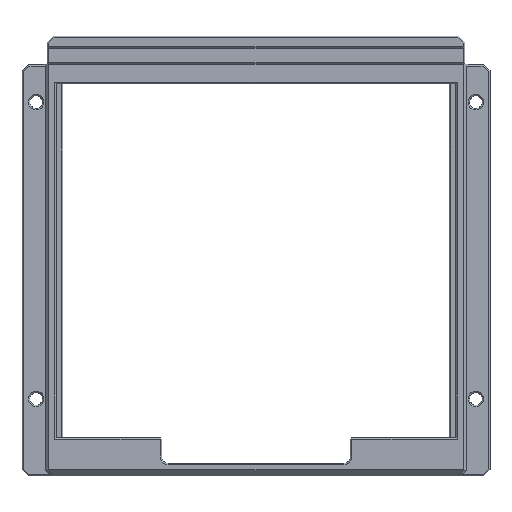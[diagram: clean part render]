
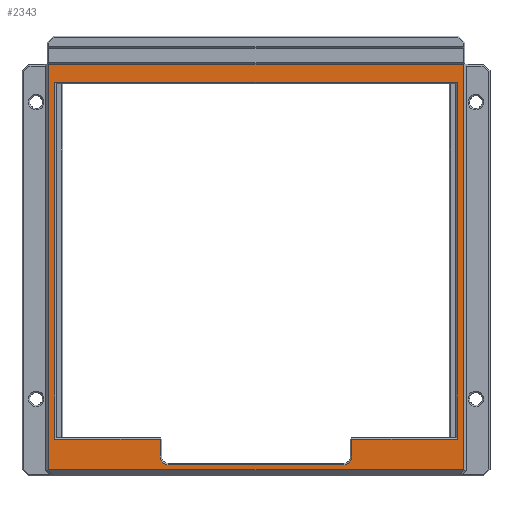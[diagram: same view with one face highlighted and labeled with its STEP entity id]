
A CAD part, top view. The second image highlights one B-rep face of the part: STEP entity #2343.
In plain terms, the highlighted planar face has unit normal (0, 0, 1).
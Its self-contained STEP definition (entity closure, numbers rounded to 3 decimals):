
#57=CIRCLE('',#2504,1.25);
#58=CIRCLE('',#2505,1.25);
#133=ORIENTED_EDGE('',*,*,#782,.T.);
#134=ORIENTED_EDGE('',*,*,#783,.T.);
#135=ORIENTED_EDGE('',*,*,#784,.T.);
#136=ORIENTED_EDGE('',*,*,#785,.T.);
#137=ORIENTED_EDGE('',*,*,#786,.T.);
#138=ORIENTED_EDGE('',*,*,#787,.T.);
#139=ORIENTED_EDGE('',*,*,#788,.T.);
#140=ORIENTED_EDGE('',*,*,#789,.T.);
#141=ORIENTED_EDGE('',*,*,#790,.T.);
#142=ORIENTED_EDGE('',*,*,#791,.T.);
#143=ORIENTED_EDGE('',*,*,#792,.F.);
#144=ORIENTED_EDGE('',*,*,#793,.T.);
#145=ORIENTED_EDGE('',*,*,#794,.T.);
#146=ORIENTED_EDGE('',*,*,#795,.T.);
#782=EDGE_CURVE('',#1105,#1106,#1315,.T.);
#783=EDGE_CURVE('',#1106,#1107,#1316,.T.);
#784=EDGE_CURVE('',#1107,#1108,#1317,.T.);
#785=EDGE_CURVE('',#1108,#1109,#57,.T.);
#786=EDGE_CURVE('',#1109,#1110,#1318,.T.);
#787=EDGE_CURVE('',#1110,#1111,#58,.T.);
#788=EDGE_CURVE('',#1111,#1112,#1319,.T.);
#789=EDGE_CURVE('',#1112,#1113,#1320,.T.);
#790=EDGE_CURVE('',#1113,#1114,#1321,.T.);
#791=EDGE_CURVE('',#1114,#1105,#1322,.T.);
#792=EDGE_CURVE('',#1082,#1085,#1323,.T.);
#793=EDGE_CURVE('',#1082,#1115,#1324,.T.);
#794=EDGE_CURVE('',#1115,#1116,#1325,.T.);
#795=EDGE_CURVE('',#1116,#1085,#1326,.T.);
#1082=VERTEX_POINT('',#3356);
#1085=VERTEX_POINT('',#3364);
#1105=VERTEX_POINT('',#3411);
#1106=VERTEX_POINT('',#3412);
#1107=VERTEX_POINT('',#3414);
#1108=VERTEX_POINT('',#3416);
#1109=VERTEX_POINT('',#3418);
#1110=VERTEX_POINT('',#3420);
#1111=VERTEX_POINT('',#3422);
#1112=VERTEX_POINT('',#3424);
#1113=VERTEX_POINT('',#3426);
#1114=VERTEX_POINT('',#3428);
#1115=VERTEX_POINT('',#3432);
#1116=VERTEX_POINT('',#3434);
#1315=LINE('',#3410,#1599);
#1316=LINE('',#3413,#1600);
#1317=LINE('',#3415,#1601);
#1318=LINE('',#3419,#1602);
#1319=LINE('',#3423,#1603);
#1320=LINE('',#3425,#1604);
#1321=LINE('',#3427,#1605);
#1322=LINE('',#3429,#1606);
#1323=LINE('',#3430,#1607);
#1324=LINE('',#3431,#1608);
#1325=LINE('',#3433,#1609);
#1326=LINE('',#3435,#1610);
#1599=VECTOR('',#2733,1000.);
#1600=VECTOR('',#2734,1000.);
#1601=VECTOR('',#2735,1000.);
#1602=VECTOR('',#2738,1000.);
#1603=VECTOR('',#2741,1000.);
#1604=VECTOR('',#2742,1000.);
#1605=VECTOR('',#2743,1000.);
#1606=VECTOR('',#2744,1000.);
#1607=VECTOR('',#2745,1000.);
#1608=VECTOR('',#2746,1000.);
#1609=VECTOR('',#2747,1000.);
#1610=VECTOR('',#2748,1000.);
#1857=EDGE_LOOP('',(#133,#134,#135,#136,#137,#138,#139,#140,#141,#142));
#1858=EDGE_LOOP('',(#143,#144,#145,#146));
#2043=FACE_BOUND('',#1857,.T.);
#2044=FACE_BOUND('',#1858,.T.);
#2229=PLANE('',#2503);
#2343=ADVANCED_FACE('',(#2043,#2044),#2229,.F.);
#2503=AXIS2_PLACEMENT_3D('',#3409,#2731,#2732);
#2504=AXIS2_PLACEMENT_3D('',#3417,#2736,#2737);
#2505=AXIS2_PLACEMENT_3D('',#3421,#2739,#2740);
#2731=DIRECTION('',(0.,0.,-1.));
#2732=DIRECTION('',(-1.,0.,0.));
#2733=DIRECTION('',(0.,-1.,0.));
#2734=DIRECTION('',(-1.,0.,0.));
#2735=DIRECTION('',(0.,-1.,0.));
#2736=DIRECTION('',(0.,0.,-1.));
#2737=DIRECTION('',(-1.,0.,0.));
#2738=DIRECTION('',(-1.,0.,0.));
#2739=DIRECTION('',(0.,0.,-1.));
#2740=DIRECTION('',(-1.,0.,0.));
#2741=DIRECTION('',(0.,1.,0.));
#2742=DIRECTION('',(-1.,0.,0.));
#2743=DIRECTION('',(0.,1.,0.));
#2744=DIRECTION('',(1.,0.,0.));
#2745=DIRECTION('',(1.,0.,0.));
#2746=DIRECTION('',(0.,-1.,0.));
#2747=DIRECTION('',(1.,0.,0.));
#2748=DIRECTION('',(0.,1.,0.));
#3356=CARTESIAN_POINT('',(-33.,31.25,6.75));
#3364=CARTESIAN_POINT('',(33.,31.25,6.75));
#3409=CARTESIAN_POINT('',(0.,0.,6.75));
#3410=CARTESIAN_POINT('',(32.05,0.,6.75));
#3411=CARTESIAN_POINT('',(32.05,28.4,6.75));
#3412=CARTESIAN_POINT('',(32.05,-28.4,6.75));
#3413=CARTESIAN_POINT('',(15.,-28.4,6.75));
#3414=CARTESIAN_POINT('',(15.25,-28.4,6.75));
#3415=CARTESIAN_POINT('',(15.25,0.,6.75));
#3416=CARTESIAN_POINT('',(15.25,-31.25,6.75));
#3417=CARTESIAN_POINT('',(14.,-31.25,6.75));
#3418=CARTESIAN_POINT('',(14.,-32.5,6.75));
#3419=CARTESIAN_POINT('',(-14.,-32.5,6.75));
#3420=CARTESIAN_POINT('',(-14.,-32.5,6.75));
#3421=CARTESIAN_POINT('',(-14.,-31.25,6.75));
#3422=CARTESIAN_POINT('',(-15.25,-31.25,6.75));
#3423=CARTESIAN_POINT('',(-15.25,0.,6.75));
#3424=CARTESIAN_POINT('',(-15.25,-28.4,6.75));
#3425=CARTESIAN_POINT('',(-31.8,-28.4,6.75));
#3426=CARTESIAN_POINT('',(-32.05,-28.4,6.75));
#3427=CARTESIAN_POINT('',(-32.05,0.,6.75));
#3428=CARTESIAN_POINT('',(-32.05,28.4,6.75));
#3429=CARTESIAN_POINT('',(0.,28.4,6.75));
#3430=CARTESIAN_POINT('',(33.25,31.25,6.75));
#3431=CARTESIAN_POINT('',(-33.,-33.25,6.75));
#3432=CARTESIAN_POINT('',(-33.,-33.25,6.75));
#3433=CARTESIAN_POINT('',(33.25,-33.25,6.75));
#3434=CARTESIAN_POINT('',(33.,-33.25,6.75));
#3435=CARTESIAN_POINT('',(33.,31.25,6.75));
